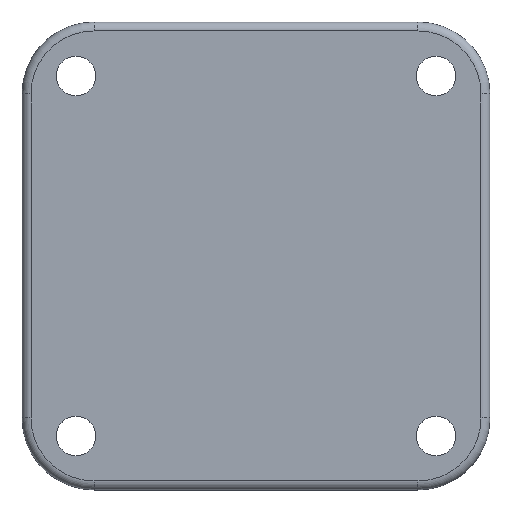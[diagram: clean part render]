
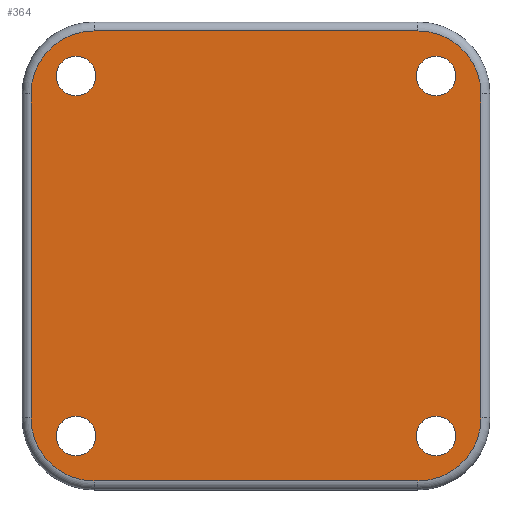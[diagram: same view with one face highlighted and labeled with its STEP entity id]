
A CAD part, top view. The second image highlights one B-rep face of the part: STEP entity #364.
In plain terms, the highlighted planar face has unit normal (0, 0, 1).
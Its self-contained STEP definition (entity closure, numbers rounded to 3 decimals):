
#5 = VERTEX_POINT ( 'NONE', #110 ) ;
#10 = CARTESIAN_POINT ( 'NONE',  ( 9., -9., 3. ) ) ;
#27 = CARTESIAN_POINT ( 'NONE',  ( -12.5, 9., 3. ) ) ;
#35 = AXIS2_PLACEMENT_3D ( 'NONE', #1065, #303, #221 ) ;
#52 = CARTESIAN_POINT ( 'NONE',  ( 11.1, -10., 3. ) ) ;
#77 = ORIENTED_EDGE ( 'NONE', *, *, #465, .T. ) ;
#83 = ORIENTED_EDGE ( 'NONE', *, *, #495, .F. ) ;
#84 = AXIS2_PLACEMENT_3D ( 'NONE', #395, #980, #804 ) ;
#87 = CARTESIAN_POINT ( 'NONE',  ( -10., 10., 3. ) ) ;
#95 = PLANE ( 'NONE',  #717 ) ;
#101 = VECTOR ( 'NONE', #882, 1000. ) ;
#110 = CARTESIAN_POINT ( 'NONE',  ( -11.1, 10., 3. ) ) ;
#113 = CARTESIAN_POINT ( 'NONE',  ( -12.5, -9., 3. ) ) ;
#114 = VERTEX_POINT ( 'NONE', #598 ) ;
#116 = CIRCLE ( 'NONE', #385, 1.1 ) ;
#120 = CIRCLE ( 'NONE', #912, 3.5 ) ;
#124 = AXIS2_PLACEMENT_3D ( 'NONE', #554, #310, #149 ) ;
#125 = CARTESIAN_POINT ( 'NONE',  ( 0., -12.5, 3. ) ) ;
#127 = EDGE_CURVE ( 'NONE', #651, #114, #207, .T. ) ;
#131 = AXIS2_PLACEMENT_3D ( 'NONE', #921, #255, #405 ) ;
#135 = EDGE_LOOP ( 'NONE', ( #1017, #775 ) ) ;
#149 = DIRECTION ( 'NONE',  ( 1., 0., 0. ) ) ;
#156 = VERTEX_POINT ( 'NONE', #505 ) ;
#157 = EDGE_CURVE ( 'NONE', #1050, #347, #650, .T. ) ;
#166 = ORIENTED_EDGE ( 'NONE', *, *, #679, .T. ) ;
#172 = AXIS2_PLACEMENT_3D ( 'NONE', #408, #739, #827 ) ;
#176 = CARTESIAN_POINT ( 'NONE',  ( 12.5, 9., 3. ) ) ;
#191 = EDGE_CURVE ( 'NONE', #493, #986, #295, .T. ) ;
#192 = DIRECTION ( 'NONE',  ( 0., 0., 1. ) ) ;
#194 = CARTESIAN_POINT ( 'NONE',  ( -8.9, -10., 3. ) ) ;
#204 = LINE ( 'NONE', #125, #855 ) ;
#207 = CIRCLE ( 'NONE', #340, 1.1 ) ;
#220 = CIRCLE ( 'NONE', #124, 1.1 ) ;
#221 = DIRECTION ( 'NONE',  ( -1., 0., 0. ) ) ;
#222 = CARTESIAN_POINT ( 'NONE',  ( 8.9, -10., 3. ) ) ;
#223 = EDGE_CURVE ( 'NONE', #986, #493, #220, .T. ) ;
#240 = EDGE_CURVE ( 'NONE', #5, #631, #253, .T. ) ;
#253 = CIRCLE ( 'NONE', #431, 1.1 ) ;
#254 = FACE_BOUND ( 'NONE', #135, .T. ) ;
#255 = DIRECTION ( 'NONE',  ( 0., 0., 1. ) ) ;
#268 = AXIS2_PLACEMENT_3D ( 'NONE', #87, #321, #668 ) ;
#293 = EDGE_LOOP ( 'NONE', ( #1073, #1054, #166, #905, #77, #768, #713, #783 ) ) ;
#295 = CIRCLE ( 'NONE', #84, 1.1 ) ;
#297 = ORIENTED_EDGE ( 'NONE', *, *, #240, .F. ) ;
#303 = DIRECTION ( 'NONE',  ( 0., 0., 1. ) ) ;
#310 = DIRECTION ( 'NONE',  ( 0., 0., 1. ) ) ;
#311 = VERTEX_POINT ( 'NONE', #194 ) ;
#313 = AXIS2_PLACEMENT_3D ( 'NONE', #10, #830, #345 ) ;
#319 = DIRECTION ( 'NONE',  ( 0., 0., 1. ) ) ;
#321 = DIRECTION ( 'NONE',  ( 0., 0., 1. ) ) ;
#337 = EDGE_CURVE ( 'NONE', #596, #828, #766, .T. ) ;
#340 = AXIS2_PLACEMENT_3D ( 'NONE', #833, #319, #932 ) ;
#341 = DIRECTION ( 'NONE',  ( 1., 0., 0. ) ) ;
#345 = DIRECTION ( 'NONE',  ( -1., 0., 0. ) ) ;
#347 = VERTEX_POINT ( 'NONE', #27 ) ;
#355 = FACE_OUTER_BOUND ( 'NONE', #293, .T. ) ;
#364 = ADVANCED_FACE ( 'NONE', ( #355, #1004, #254, #927, #835 ), #95, .F. ) ;
#374 = VERTEX_POINT ( 'NONE', #761 ) ;
#375 = CARTESIAN_POINT ( 'NONE',  ( 12.5, -9., 3. ) ) ;
#381 = CARTESIAN_POINT ( 'NONE',  ( -9., -12.5, 3. ) ) ;
#385 = AXIS2_PLACEMENT_3D ( 'NONE', #716, #1059, #559 ) ;
#386 = EDGE_CURVE ( 'NONE', #837, #311, #732, .T. ) ;
#389 = DIRECTION ( 'NONE',  ( 0., 0., -1. ) ) ;
#391 = EDGE_CURVE ( 'NONE', #374, #596, #788, .T. ) ;
#395 = CARTESIAN_POINT ( 'NONE',  ( 10., -10., 3. ) ) ;
#397 = CARTESIAN_POINT ( 'NONE',  ( -8.9, 10., 3. ) ) ;
#405 = DIRECTION ( 'NONE',  ( 1., 0., 0. ) ) ;
#406 = CARTESIAN_POINT ( 'NONE',  ( 10., 10., 3. ) ) ;
#407 = EDGE_LOOP ( 'NONE', ( #487, #1003 ) ) ;
#408 = CARTESIAN_POINT ( 'NONE',  ( -9., 9., 3. ) ) ;
#410 = EDGE_CURVE ( 'NONE', #631, #5, #1058, .T. ) ;
#425 = CARTESIAN_POINT ( 'NONE',  ( 0., 0., 3. ) ) ;
#431 = AXIS2_PLACEMENT_3D ( 'NONE', #885, #690, #341 ) ;
#463 = CARTESIAN_POINT ( 'NONE',  ( -9., 12.5, 3. ) ) ;
#465 = EDGE_CURVE ( 'NONE', #488, #374, #204, .T. ) ;
#475 = VECTOR ( 'NONE', #580, 1000. ) ;
#487 = ORIENTED_EDGE ( 'NONE', *, *, #191, .F. ) ;
#488 = VERTEX_POINT ( 'NONE', #381 ) ;
#492 = DIRECTION ( 'NONE',  ( 0., 0., 1. ) ) ;
#493 = VERTEX_POINT ( 'NONE', #222 ) ;
#495 = EDGE_CURVE ( 'NONE', #311, #837, #116, .T. ) ;
#497 = CIRCLE ( 'NONE', #35, 3.5 ) ;
#504 = ORIENTED_EDGE ( 'NONE', *, *, #410, .F. ) ;
#505 = CARTESIAN_POINT ( 'NONE',  ( 9., 12.5, 3. ) ) ;
#530 = CARTESIAN_POINT ( 'NONE',  ( 8.9, 10., 3. ) ) ;
#554 = CARTESIAN_POINT ( 'NONE',  ( 10., -10., 3. ) ) ;
#559 = DIRECTION ( 'NONE',  ( 1., 0., 0. ) ) ;
#561 = ORIENTED_EDGE ( 'NONE', *, *, #386, .F. ) ;
#580 = DIRECTION ( 'NONE',  ( 0., -1., 0. ) ) ;
#596 = VERTEX_POINT ( 'NONE', #375 ) ;
#598 = CARTESIAN_POINT ( 'NONE',  ( 11.1, 10., 3. ) ) ;
#605 = DIRECTION ( 'NONE',  ( 0., 1., 0. ) ) ;
#631 = VERTEX_POINT ( 'NONE', #397 ) ;
#648 = CARTESIAN_POINT ( 'NONE',  ( 0., 12.5, 3. ) ) ;
#650 = CIRCLE ( 'NONE', #172, 3.5 ) ;
#651 = VERTEX_POINT ( 'NONE', #530 ) ;
#655 = CARTESIAN_POINT ( 'NONE',  ( -12.5, 0., 3. ) ) ;
#663 = AXIS2_PLACEMENT_3D ( 'NONE', #406, #492, #753 ) ;
#666 = CARTESIAN_POINT ( 'NONE',  ( 12.5, 0., 3. ) ) ;
#668 = DIRECTION ( 'NONE',  ( 1., 0., 0. ) ) ;
#679 = EDGE_CURVE ( 'NONE', #347, #998, #742, .T. ) ;
#690 = DIRECTION ( 'NONE',  ( 0., 0., 1. ) ) ;
#713 = ORIENTED_EDGE ( 'NONE', *, *, #337, .T. ) ;
#716 = CARTESIAN_POINT ( 'NONE',  ( -10., -10., 3. ) ) ;
#717 = AXIS2_PLACEMENT_3D ( 'NONE', #425, #389, #752 ) ;
#732 = CIRCLE ( 'NONE', #131, 1.1 ) ;
#739 = DIRECTION ( 'NONE',  ( 0., 0., 1. ) ) ;
#742 = LINE ( 'NONE', #655, #475 ) ;
#749 = VECTOR ( 'NONE', #605, 1000. ) ;
#752 = DIRECTION ( 'NONE',  ( -1., 0., 0. ) ) ;
#753 = DIRECTION ( 'NONE',  ( 1., 0., 0. ) ) ;
#761 = CARTESIAN_POINT ( 'NONE',  ( 9., -12.5, 3. ) ) ;
#766 = LINE ( 'NONE', #666, #749 ) ;
#768 = ORIENTED_EDGE ( 'NONE', *, *, #391, .T. ) ;
#775 = ORIENTED_EDGE ( 'NONE', *, *, #796, .F. ) ;
#783 = ORIENTED_EDGE ( 'NONE', *, *, #988, .T. ) ;
#788 = CIRCLE ( 'NONE', #313, 3.5 ) ;
#796 = EDGE_CURVE ( 'NONE', #114, #651, #1045, .T. ) ;
#804 = DIRECTION ( 'NONE',  ( 1., 0., 0. ) ) ;
#827 = DIRECTION ( 'NONE',  ( -1., 0., 0. ) ) ;
#828 = VERTEX_POINT ( 'NONE', #176 ) ;
#830 = DIRECTION ( 'NONE',  ( 0., 0., 1. ) ) ;
#833 = CARTESIAN_POINT ( 'NONE',  ( 10., 10., 3. ) ) ;
#835 = FACE_BOUND ( 'NONE', #964, .T. ) ;
#837 = VERTEX_POINT ( 'NONE', #963 ) ;
#851 = DIRECTION ( 'NONE',  ( -1., 0., 0. ) ) ;
#855 = VECTOR ( 'NONE', #864, 1000. ) ;
#864 = DIRECTION ( 'NONE',  ( 1., 0., 0. ) ) ;
#882 = DIRECTION ( 'NONE',  ( -1., 0., 0. ) ) ;
#885 = CARTESIAN_POINT ( 'NONE',  ( -10., 10., 3. ) ) ;
#905 = ORIENTED_EDGE ( 'NONE', *, *, #1078, .T. ) ;
#912 = AXIS2_PLACEMENT_3D ( 'NONE', #944, #192, #851 ) ;
#921 = CARTESIAN_POINT ( 'NONE',  ( -10., -10., 3. ) ) ;
#927 = FACE_BOUND ( 'NONE', #407, .T. ) ;
#932 = DIRECTION ( 'NONE',  ( 1., 0., 0. ) ) ;
#944 = CARTESIAN_POINT ( 'NONE',  ( 9., 9., 3. ) ) ;
#963 = CARTESIAN_POINT ( 'NONE',  ( -11.1, -10., 3. ) ) ;
#964 = EDGE_LOOP ( 'NONE', ( #561, #83 ) ) ;
#980 = DIRECTION ( 'NONE',  ( 0., 0., 1. ) ) ;
#986 = VERTEX_POINT ( 'NONE', #52 ) ;
#988 = EDGE_CURVE ( 'NONE', #828, #156, #120, .T. ) ;
#998 = VERTEX_POINT ( 'NONE', #113 ) ;
#1003 = ORIENTED_EDGE ( 'NONE', *, *, #223, .F. ) ;
#1004 = FACE_BOUND ( 'NONE', #1080, .T. ) ;
#1017 = ORIENTED_EDGE ( 'NONE', *, *, #127, .F. ) ;
#1045 = CIRCLE ( 'NONE', #663, 1.1 ) ;
#1050 = VERTEX_POINT ( 'NONE', #463 ) ;
#1054 = ORIENTED_EDGE ( 'NONE', *, *, #157, .T. ) ;
#1058 = CIRCLE ( 'NONE', #268, 1.1 ) ;
#1059 = DIRECTION ( 'NONE',  ( 0., 0., 1. ) ) ;
#1065 = CARTESIAN_POINT ( 'NONE',  ( -9., -9., 3. ) ) ;
#1070 = LINE ( 'NONE', #648, #101 ) ;
#1071 = EDGE_CURVE ( 'NONE', #156, #1050, #1070, .T. ) ;
#1073 = ORIENTED_EDGE ( 'NONE', *, *, #1071, .T. ) ;
#1078 = EDGE_CURVE ( 'NONE', #998, #488, #497, .T. ) ;
#1080 = EDGE_LOOP ( 'NONE', ( #297, #504 ) ) ;
